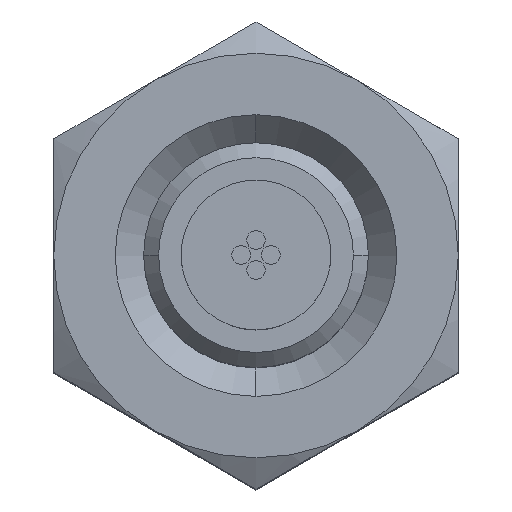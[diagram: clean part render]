
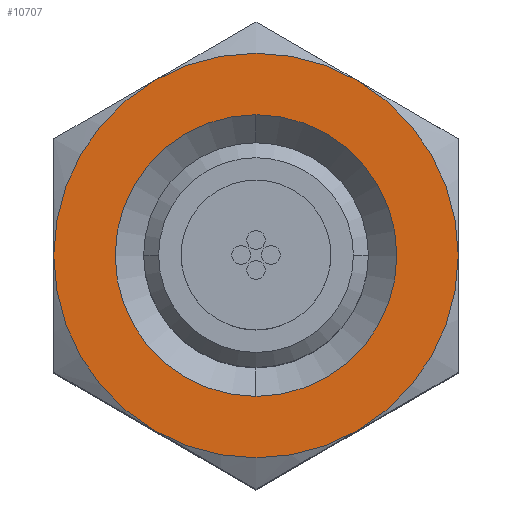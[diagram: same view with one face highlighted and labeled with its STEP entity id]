
A CAD part, top view. The second image highlights one B-rep face of the part: STEP entity #10707.
In plain terms, the highlighted planar face has unit normal (0, 0, 1).
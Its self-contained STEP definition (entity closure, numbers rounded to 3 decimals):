
#3372=CARTESIAN_POINT('',(0.,0.,-4.45));
#3373=DIRECTION('',(0.,0.,1.));
#3374=DIRECTION('',(0.5,-0.866,0.));
#3375=AXIS2_PLACEMENT_3D('',#3372,#3373,#3374);
#3377=CARTESIAN_POINT('',(0.,0.,-4.45));
#3378=DIRECTION('',(0.,0.,1.));
#3379=DIRECTION('',(0.,-1.,0.));
#3380=AXIS2_PLACEMENT_3D('',#3377,#3378,#3379);
#3382=CARTESIAN_POINT('',(0.,0.,-4.45));
#3383=DIRECTION('',(0.,0.,1.));
#3384=DIRECTION('',(-0.5,-0.866,0.));
#3385=AXIS2_PLACEMENT_3D('',#3382,#3383,#3384);
#3387=CARTESIAN_POINT('',(0.,0.,-4.45));
#3388=DIRECTION('',(0.,0.,1.));
#3389=DIRECTION('',(-1.,0.,0.));
#3390=AXIS2_PLACEMENT_3D('',#3387,#3388,#3389);
#3392=CARTESIAN_POINT('',(0.,0.,-4.45));
#3393=DIRECTION('',(0.,0.,1.));
#3394=DIRECTION('',(-0.5,0.866,0.));
#3395=AXIS2_PLACEMENT_3D('',#3392,#3393,#3394);
#3397=CARTESIAN_POINT('',(0.,0.,-4.45));
#3398=DIRECTION('',(0.,0.,1.));
#3399=DIRECTION('',(1.,0.,0.));
#3400=AXIS2_PLACEMENT_3D('',#3397,#3398,#3399);
#3402=CARTESIAN_POINT('',(0.,0.,-4.45));
#3403=DIRECTION('',(0.,0.,-1.));
#3404=DIRECTION('',(0.,-1.,0.));
#3405=AXIS2_PLACEMENT_3D('',#3402,#3403,#3404);
#3407=CARTESIAN_POINT('',(0.,0.,-4.45));
#3408=DIRECTION('',(0.,0.,-1.));
#3409=DIRECTION('',(0.,1.,0.));
#3410=AXIS2_PLACEMENT_3D('',#3407,#3408,#3409);
#3412=CARTESIAN_POINT('',(1.35,-2.338,-4.45));
#3438=CARTESIAN_POINT('',(-2.7,0.,-4.45));
#3462=CARTESIAN_POINT('',(-1.35,-2.338,-4.45));
#3490=CARTESIAN_POINT('',(0.,0.,-4.45));
#3491=DIRECTION('',(0.,0.,1.));
#3492=DIRECTION('',(0.5,0.866,0.));
#3493=AXIS2_PLACEMENT_3D('',#3490,#3491,#3492);
#3506=CARTESIAN_POINT('',(-1.35,2.338,-4.45));
#3508=CARTESIAN_POINT('',(1.35,2.338,-4.45));
#4938=VERTEX_POINT('',#3506);
#4939=VERTEX_POINT('',#3508);
#4941=VERTEX_POINT('',#3438);
#4943=VERTEX_POINT('',#3462);
#4944=VERTEX_POINT('',#3412);
#4946=CARTESIAN_POINT('',(0.,-2.7,-4.45));
#4947=VERTEX_POINT('',#4946);
#4967=CARTESIAN_POINT('',(2.7,0.,-4.45));
#4968=VERTEX_POINT('',#4967);
#4979=CARTESIAN_POINT('',(0.,-1.88,-4.45));
#4980=CARTESIAN_POINT('',(0.,1.88,-4.45));
#4981=VERTEX_POINT('',#4979);
#4982=VERTEX_POINT('',#4980);
#10682=CARTESIAN_POINT('',(0.,0.,-4.45));
#10683=DIRECTION('',(0.,0.,1.));
#10684=DIRECTION('',(0.,-1.,0.));
#10685=AXIS2_PLACEMENT_3D('',#10682,#10683,#10684);
#10686=PLANE('',#10685);
#10688=ORIENTED_EDGE('',*,*,#10687,.F.);
#10689=ORIENTED_EDGE('',*,*,#10669,.F.);
#10690=ORIENTED_EDGE('',*,*,#10667,.F.);
#10692=ORIENTED_EDGE('',*,*,#10691,.F.);
#10694=ORIENTED_EDGE('',*,*,#10693,.F.);
#10696=ORIENTED_EDGE('',*,*,#10695,.F.);
#10698=ORIENTED_EDGE('',*,*,#10697,.F.);
#10699=EDGE_LOOP('',(#10688,#10689,#10690,#10692,#10694,#10696,#10698));
#10700=FACE_OUTER_BOUND('',#10699,.F.);
#10702=ORIENTED_EDGE('',*,*,#10701,.F.);
#10704=ORIENTED_EDGE('',*,*,#10703,.F.);
#10705=EDGE_LOOP('',(#10702,#10704));
#10706=FACE_BOUND('',#10705,.F.);
#10707=ADVANCED_FACE('',(#10700,#10706),#10686,.T.);
#3376=CIRCLE('',#3375,2.7);
#3381=CIRCLE('',#3380,2.7);
#3386=CIRCLE('',#3385,2.7);
#3391=CIRCLE('',#3390,2.7);
#3396=CIRCLE('',#3395,2.7);
#3401=CIRCLE('',#3400,2.7);
#3406=CIRCLE('',#3405,1.88);
#3411=CIRCLE('',#3410,1.88);
#3494=CIRCLE('',#3493,2.7);
#10667=EDGE_CURVE('',#4943,#4947,#3386,.T.);
#10669=EDGE_CURVE('',#4947,#4944,#3381,.T.);
#10687=EDGE_CURVE('',#4944,#4968,#3376,.T.);
#10691=EDGE_CURVE('',#4941,#4943,#3391,.T.);
#10693=EDGE_CURVE('',#4938,#4941,#3396,.T.);
#10695=EDGE_CURVE('',#4939,#4938,#3494,.T.);
#10697=EDGE_CURVE('',#4968,#4939,#3401,.T.);
#10701=EDGE_CURVE('',#4981,#4982,#3406,.T.);
#10703=EDGE_CURVE('',#4982,#4981,#3411,.T.);
